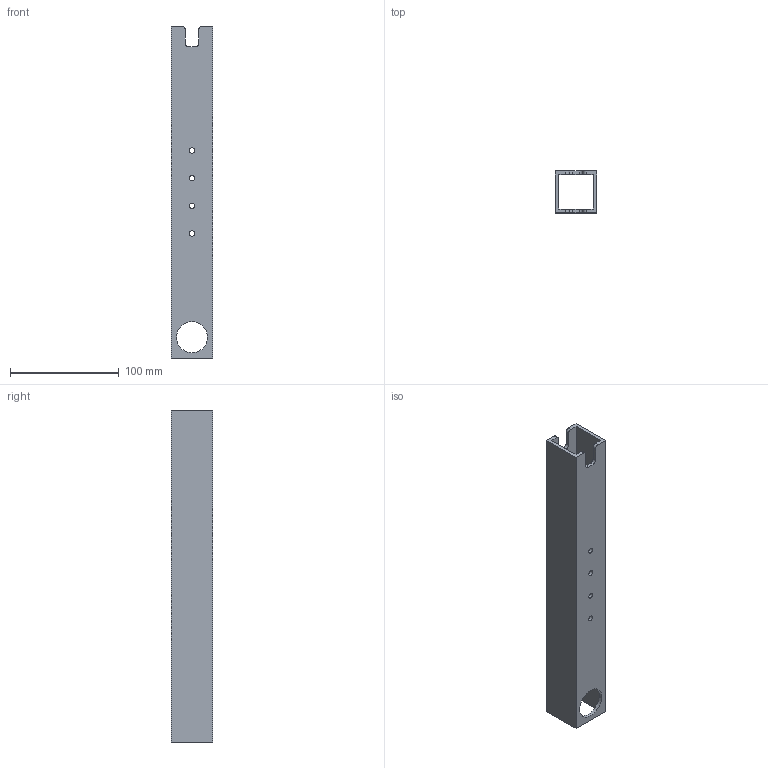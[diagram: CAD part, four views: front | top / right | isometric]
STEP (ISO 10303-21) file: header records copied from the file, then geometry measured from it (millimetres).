
FILE_DESCRIPTION(/* description */ ('STEP AP242','CAx-IF Rec.Pracs.---Representation and Presentation of Product Manufacturing Information (PMI)---4.0---2014-10-13','CAx-IF Rec.Pracs.---3D Tessellated Geometry---0.4---2014-09-14','2;1'),/* implementation_level */ '2;1');
FILE_NAME(/* name */ '6688a9d17fd17178635a06ab',/* time_stamp */ '2024-07-06T02:20:01Z',/* author */ (''),/* organization */ (''),/* preprocessor_version */ 'ST-DEVELOPER v20',/* originating_system */ ' ',/* authorisation */ ' ');
FILE_SCHEMA (('AP242_MANAGED_MODEL_BASED_3D_ENGINEERING_MIM_LF { 1 0 10303 442 1 1 4 }'));
Length unit declared in the file: metre
Products named in the file (1): Tube 1.5"x1.5"x12"
Bounding box: 38.1 x 38.1 x 304.8 mm (x, y, z)
Volume: 129086 mm3; surface area: 83377.5 mm2
Topology: 1 solids, 1 shells, 35 faces, 107 edges, 73 vertices
Faces by surface type: cylinder 18, plane 17
Full cylindrical faces by diameter (mm): 5 x8, 28.575 x2
Entity records: 1378 total; most frequent: DIRECTION 200, CARTESIAN_POINT 196, ORIENTED_EDGE 184, EDGE_CURVE 92, AXIS2_PLACEMENT_3D 72, VERTEX_POINT 68, EDGE_LOOP 66, FACE_BOUND 66
